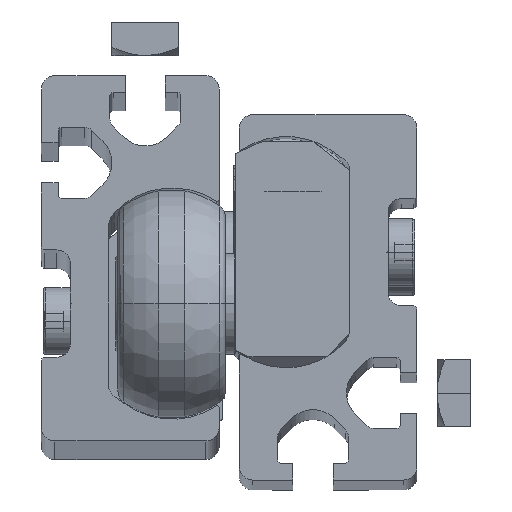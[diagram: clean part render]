
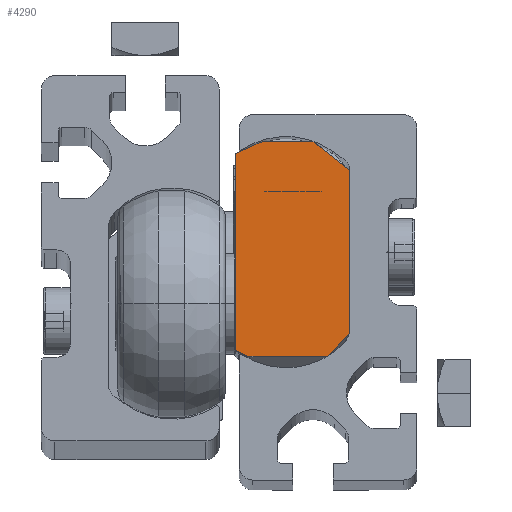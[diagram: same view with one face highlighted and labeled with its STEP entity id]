
A CAD part, top view. The second image highlights one B-rep face of the part: STEP entity #4290.
In plain terms, the highlighted face is planar.
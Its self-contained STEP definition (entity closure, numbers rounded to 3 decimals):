
#326 = DIRECTION ( 'NONE',  ( 0., 0.616, -0.788 ) ) ;
#639 = ORIENTED_EDGE ( 'NONE', *, *, #14957, .T. ) ;
#1738 = DIRECTION ( 'NONE',  ( 0., -0.707, -0.707 ) ) ;
#2495 = ORIENTED_EDGE ( 'NONE', *, *, #4788, .T. ) ;
#2916 = VECTOR ( 'NONE', #7781, 1000. ) ;
#2971 = LINE ( 'NONE', #7738, #4704 ) ;
#3215 = CARTESIAN_POINT ( 'NONE',  ( -19., -14.661, -8.5 ) ) ;
#3251 = VERTEX_POINT ( 'NONE', #12340 ) ;
#3307 = ORIENTED_EDGE ( 'NONE', *, *, #11790, .F. ) ;
#3685 = CARTESIAN_POINT ( 'NONE',  ( -19., -15.5, 5.2 ) ) ;
#4290 = ADVANCED_FACE ( 'NONE', ( #5669 ), #5768, .T. ) ;
#4335 = VERTEX_POINT ( 'NONE', #16469 ) ;
#4704 = VECTOR ( 'NONE', #17509, 1000. ) ;
#4788 = EDGE_CURVE ( 'NONE', #6551, #17817, #13168, .T. ) ;
#5586 = CARTESIAN_POINT ( 'NONE',  ( -19., 16.5, -4.6 ) ) ;
#5669 = FACE_OUTER_BOUND ( 'NONE', #5725, .T. ) ;
#5725 = EDGE_LOOP ( 'NONE', ( #14872, #11284, #2495, #19467, #639, #3307, #6168, #18575 ) ) ;
#5768 = PLANE ( 'NONE',  #12339 ) ;
#6032 = VERTEX_POINT ( 'NONE', #8134 ) ;
#6168 = ORIENTED_EDGE ( 'NONE', *, *, #8077, .F. ) ;
#6465 = LINE ( 'NONE', #12702, #13340 ) ;
#6551 = VERTEX_POINT ( 'NONE', #13305 ) ;
#6846 = DIRECTION ( 'NONE',  ( 0., -0.423, -0.906 ) ) ;
#7065 = DIRECTION ( 'NONE',  ( 0., 0., 1. ) ) ;
#7738 = CARTESIAN_POINT ( 'NONE',  ( -19., 14.681, -8.5 ) ) ;
#7781 = DIRECTION ( 'NONE',  ( 0., -0.423, 0.906 ) ) ;
#8077 = EDGE_CURVE ( 'NONE', #4335, #11053, #19082, .T. ) ;
#8134 = CARTESIAN_POINT ( 'NONE',  ( -19., -15.5, -6.7 ) ) ;
#8692 = CARTESIAN_POINT ( 'NONE',  ( -19., 14.681, -8.5 ) ) ;
#9213 = VECTOR ( 'NONE', #6846, 1000. ) ;
#9230 = CARTESIAN_POINT ( 'NONE',  ( -19., -12.2, 8.5 ) ) ;
#9470 = CARTESIAN_POINT ( 'NONE',  ( -19., -14.661, -8.5 ) ) ;
#10118 = EDGE_CURVE ( 'NONE', #20080, #3251, #6465, .T. ) ;
#10189 = LINE ( 'NONE', #16617, #12614 ) ;
#10243 = VERTEX_POINT ( 'NONE', #9470 ) ;
#10337 = DIRECTION ( 'NONE',  ( -1., 0., 0. ) ) ;
#10443 = CARTESIAN_POINT ( 'NONE',  ( -19., 1.5, 22.2 ) ) ;
#10705 = CARTESIAN_POINT ( 'NONE',  ( -19., 12.203, 8.5 ) ) ;
#11053 = VERTEX_POINT ( 'NONE', #3685 ) ;
#11229 = CARTESIAN_POINT ( 'NONE',  ( -19., -12.2, 8.5 ) ) ;
#11284 = ORIENTED_EDGE ( 'NONE', *, *, #16252, .F. ) ;
#11544 = CARTESIAN_POINT ( 'NONE',  ( -19., -15.5, 5.2 ) ) ;
#11645 = DIRECTION ( 'NONE',  ( 0., 0., -1. ) ) ;
#11790 = EDGE_CURVE ( 'NONE', #11053, #6032, #14751, .T. ) ;
#12116 = DIRECTION ( 'NONE',  ( 0., 0., 1. ) ) ;
#12339 = AXIS2_PLACEMENT_3D ( 'NONE', #10443, #10337, #12116 ) ;
#12340 = CARTESIAN_POINT ( 'NONE',  ( -19., 16.5, 3. ) ) ;
#12591 = LINE ( 'NONE', #3215, #2916 ) ;
#12614 = VECTOR ( 'NONE', #7065, 1000. ) ;
#12702 = CARTESIAN_POINT ( 'NONE',  ( -19., 12.203, 8.5 ) ) ;
#13168 = LINE ( 'NONE', #5586, #9213 ) ;
#13305 = CARTESIAN_POINT ( 'NONE',  ( -19., 16.5, -4.6 ) ) ;
#13340 = VECTOR ( 'NONE', #326, 1000. ) ;
#14751 = LINE ( 'NONE', #11544, #15187 ) ;
#14872 = ORIENTED_EDGE ( 'NONE', *, *, #10118, .T. ) ;
#14957 = EDGE_CURVE ( 'NONE', #10243, #6032, #12591, .T. ) ;
#15187 = VECTOR ( 'NONE', #11645, 1000. ) ;
#15771 = DIRECTION ( 'NONE',  ( 0., 1., 0. ) ) ;
#16252 = EDGE_CURVE ( 'NONE', #6551, #3251, #10189, .T. ) ;
#16402 = EDGE_CURVE ( 'NONE', #4335, #20080, #17123, .T. ) ;
#16469 = CARTESIAN_POINT ( 'NONE',  ( -19., -12.2, 8.5 ) ) ;
#16617 = CARTESIAN_POINT ( 'NONE',  ( -19., 16.5, -4.6 ) ) ;
#17123 = LINE ( 'NONE', #9230, #19761 ) ;
#17509 = DIRECTION ( 'NONE',  ( 0., -1., 0. ) ) ;
#17817 = VERTEX_POINT ( 'NONE', #8692 ) ;
#18575 = ORIENTED_EDGE ( 'NONE', *, *, #16402, .T. ) ;
#19081 = EDGE_CURVE ( 'NONE', #17817, #10243, #2971, .T. ) ;
#19082 = LINE ( 'NONE', #11229, #20256 ) ;
#19467 = ORIENTED_EDGE ( 'NONE', *, *, #19081, .T. ) ;
#19761 = VECTOR ( 'NONE', #15771, 1000. ) ;
#20080 = VERTEX_POINT ( 'NONE', #10705 ) ;
#20256 = VECTOR ( 'NONE', #1738, 1000. ) ;
